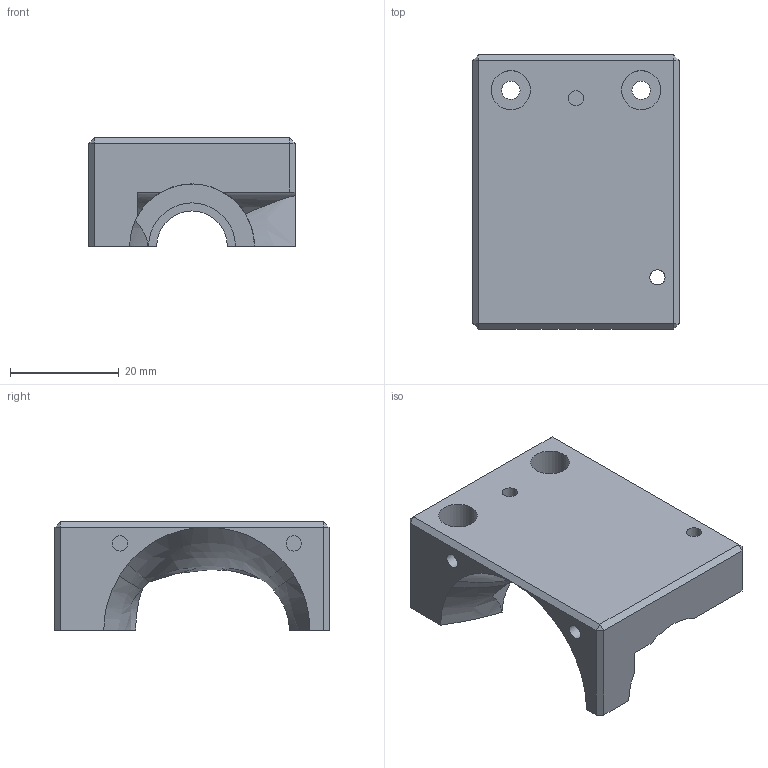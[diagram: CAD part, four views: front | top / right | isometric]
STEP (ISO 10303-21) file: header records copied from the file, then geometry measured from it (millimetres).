
FILE_DESCRIPTION(('FreeCAD Model'),'2;1');
FILE_NAME('Open CASCADE Shape Model','2023-04-07T18:10:56',('Author'),( ''),'Open CASCADE STEP processor 7.5','FreeCAD','Unknown');
FILE_SCHEMA(('AUTOMOTIVE_DESIGN { 1 0 10303 214 1 1 1 1 }'));
Length unit declared in the file: millimetre
Products named in the file (1): lid
Bounding box: 38 x 50.5 x 20 mm (x, y, z)
Volume: 19823.2 mm3; surface area: 7774.3 mm2
Topology: 1 solids, 1 shells, 53 faces, 129 edges, 82 vertices
Faces by surface type: plane 29, cylinder 15, bspline 9
Full cylindrical faces by diameter (mm): 2.8 x4, 3.4 x2, 7.2 x2
Entity records: 5243 total; most frequent: CARTESIAN_POINT 2826, DIRECTION 368, ORIENTED_EDGE 258, PCURVE 258, DEFINITIONAL_REPRESENTATION 258, LINE 203, VECTOR 203, B_SPLINE_CURVE_WITH_KNOTS 130
